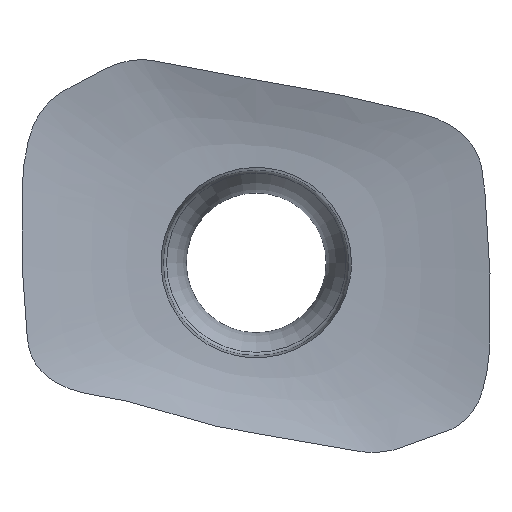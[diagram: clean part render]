
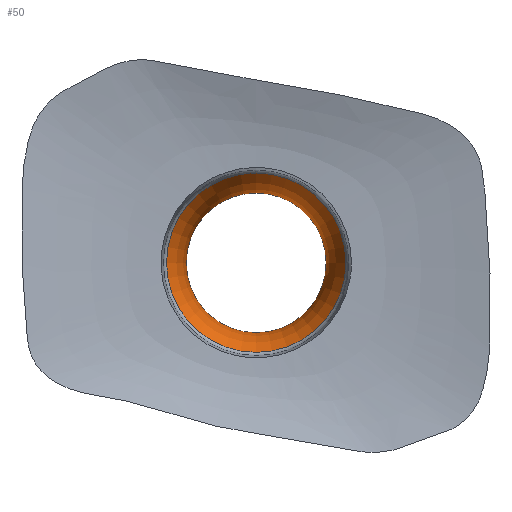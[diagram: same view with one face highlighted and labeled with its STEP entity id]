
A CAD part, top view. The second image highlights one B-rep face of the part: STEP entity #50.
In plain terms, the highlighted toroidal (fillet/blend) face has major radius 4.7 mm and minor radius 3 mm.
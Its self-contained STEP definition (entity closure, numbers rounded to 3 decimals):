
#37=TOROIDAL_SURFACE('',#150,4.7,3.);
#41=CIRCLE('',#144,1.7);
#43=CIRCLE('',#147,2.18);
#50=ADVANCED_FACE('',(#65,#66),#37,.T.);
#65=FACE_BOUND('',#79,.T.);
#66=FACE_BOUND('',#80,.T.);
#79=EDGE_LOOP('',(#93));
#80=EDGE_LOOP('',(#94));
#93=ORIENTED_EDGE('',*,*,#106,.T.);
#94=ORIENTED_EDGE('',*,*,#108,.F.);
#99=VERTEX_POINT('',#3865);
#101=VERTEX_POINT('',#3870);
#106=EDGE_CURVE('',#99,#99,#41,.T.);
#108=EDGE_CURVE('',#101,#101,#43,.T.);
#144=AXIS2_PLACEMENT_3D('',#3864,#161,#162);
#147=AXIS2_PLACEMENT_3D('',#3869,#167,#168);
#150=AXIS2_PLACEMENT_3D('',#3873,#173,#174);
#161=DIRECTION('',(0.,0.,-1.));
#162=DIRECTION('',(1.,0.,0.));
#167=DIRECTION('',(0.,0.,-1.));
#168=DIRECTION('',(1.,0.,0.));
#173=DIRECTION('',(0.,0.,1.));
#174=DIRECTION('',(1.,0.,0.));
#3864=CARTESIAN_POINT('',(0.,0.,-3.111));
#3865=CARTESIAN_POINT('',(1.7,0.,-3.111));
#3869=CARTESIAN_POINT('',(0.,0.,-1.483));
#3870=CARTESIAN_POINT('',(2.18,0.,-1.483));
#3873=CARTESIAN_POINT('',(0.,0.,-3.111));
